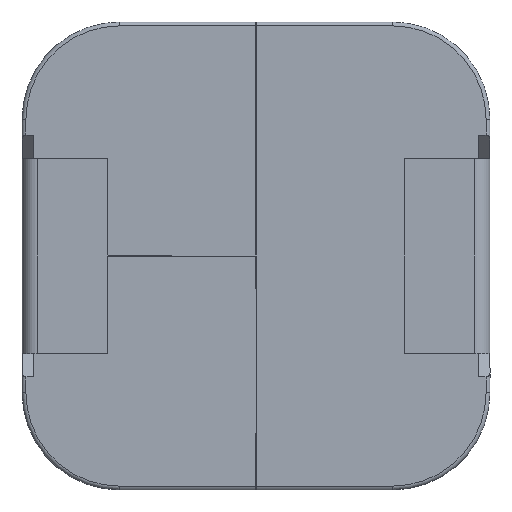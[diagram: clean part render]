
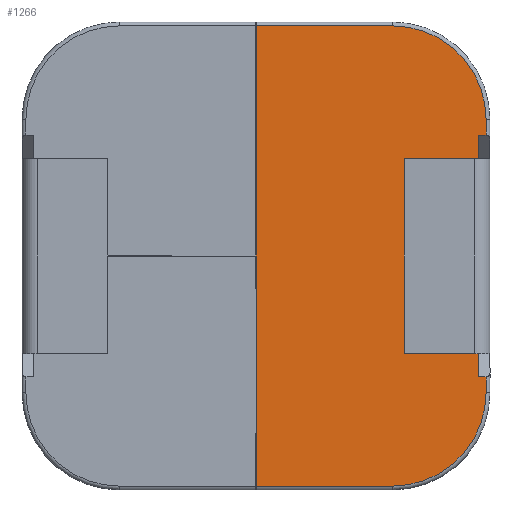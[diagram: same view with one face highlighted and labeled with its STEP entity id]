
A CAD part, front view. The second image highlights one B-rep face of the part: STEP entity #1266.
In plain terms, the highlighted planar face has unit normal (0, -1, 0).
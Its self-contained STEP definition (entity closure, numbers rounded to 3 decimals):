
#116 = DIRECTION ( 'NONE',  ( 0., 0., 1. ) ) ;
#131 = ORIENTED_EDGE ( 'NONE', *, *, #1922, .F. ) ;
#134 = DIRECTION ( 'NONE',  ( 1., 0., 0. ) ) ;
#337 = DIRECTION ( 'NONE',  ( 1., 0., 0. ) ) ;
#538 = CARTESIAN_POINT ( 'NONE',  ( 5.7, 0., -3.1 ) ) ;
#560 = LINE ( 'NONE', #5062, #1144 ) ;
#562 = DIRECTION ( 'NONE',  ( -1., 0., 0. ) ) ;
#669 = CARTESIAN_POINT ( 'NONE',  ( 3.5, 0., 3.5 ) ) ;
#727 = EDGE_CURVE ( 'NONE', #6530, #6665, #1177, .T. ) ;
#730 = LINE ( 'NONE', #538, #3740 ) ;
#809 = AXIS2_PLACEMENT_3D ( 'NONE', #2732, #2657, #134 ) ;
#878 = CARTESIAN_POINT ( 'NONE',  ( 5.7, 0., -2.5 ) ) ;
#911 = FACE_OUTER_BOUND ( 'NONE', #4369, .T. ) ;
#1023 = CARTESIAN_POINT ( 'NONE',  ( 5.6, 0., 2.5 ) ) ;
#1032 = VERTEX_POINT ( 'NONE', #3473 ) ;
#1059 = VECTOR ( 'NONE', #2323, 1000. ) ;
#1144 = VECTOR ( 'NONE', #6142, 1000. ) ;
#1177 = LINE ( 'NONE', #6303, #6141 ) ;
#1193 = DIRECTION ( 'NONE',  ( 0., 0., -1. ) ) ;
#1196 = DIRECTION ( 'NONE',  ( 0., 0., 1. ) ) ;
#1260 = CARTESIAN_POINT ( 'NONE',  ( 0., 0., 5.9 ) ) ;
#1266 = ADVANCED_FACE ( 'NONE', ( #911 ), #1692, .T. ) ;
#1301 = CARTESIAN_POINT ( 'NONE',  ( 0., 0., -6. ) ) ;
#1302 = ORIENTED_EDGE ( 'NONE', *, *, #3579, .T. ) ;
#1376 = ORIENTED_EDGE ( 'NONE', *, *, #2480, .T. ) ;
#1389 = CIRCLE ( 'NONE', #6229, 2.4 ) ;
#1478 = VERTEX_POINT ( 'NONE', #6456 ) ;
#1526 = DIRECTION ( 'NONE',  ( 0., 0., 1. ) ) ;
#1532 = EDGE_CURVE ( 'NONE', #3527, #2531, #3992, .T. ) ;
#1548 = VECTOR ( 'NONE', #5503, 1000. ) ;
#1594 = EDGE_CURVE ( 'NONE', #6263, #4582, #6037, .T. ) ;
#1617 = EDGE_CURVE ( 'NONE', #1032, #2834, #1389, .T. ) ;
#1692 = PLANE ( 'NONE',  #809 ) ;
#1708 = CARTESIAN_POINT ( 'NONE',  ( 5.7, 0., -3.1 ) ) ;
#1743 = ORIENTED_EDGE ( 'NONE', *, *, #1532, .T. ) ;
#1742 = CARTESIAN_POINT ( 'NONE',  ( 0., 0., 5.9 ) ) ;
#1856 = CARTESIAN_POINT ( 'NONE',  ( 5.6, 0., -2.5 ) ) ;
#1899 = CARTESIAN_POINT ( 'NONE',  ( 5.7, 0., 3.1 ) ) ;
#1922 = EDGE_CURVE ( 'NONE', #4582, #2721, #730, .T. ) ;
#2120 = EDGE_CURVE ( 'NONE', #6263, #6530, #5388, .T. ) ;
#2208 = DIRECTION ( 'NONE',  ( 0., 0., 1. ) ) ;
#2276 = EDGE_CURVE ( 'NONE', #3098, #3506, #560, .T. ) ;
#2298 = LINE ( 'NONE', #1023, #4090 ) ;
#2323 = DIRECTION ( 'NONE',  ( -1., 0., 0. ) ) ;
#2347 = DIRECTION ( 'NONE',  ( 0., 0., 1. ) ) ;
#2480 = EDGE_CURVE ( 'NONE', #6241, #3527, #3142, .T. ) ;
#2531 = VERTEX_POINT ( 'NONE', #1742 ) ;
#2536 = CARTESIAN_POINT ( 'NONE',  ( 3.8, 0., 2.5 ) ) ;
#2657 = DIRECTION ( 'NONE',  ( 0., -1., 0. ) ) ;
#2677 = ORIENTED_EDGE ( 'NONE', *, *, #4998, .F. ) ;
#2721 = VERTEX_POINT ( 'NONE', #3307 ) ;
#2732 = CARTESIAN_POINT ( 'NONE',  ( 3.5, 0., -3.5 ) ) ;
#2771 = ORIENTED_EDGE ( 'NONE', *, *, #4189, .F. ) ;
#2834 = VERTEX_POINT ( 'NONE', #6658 ) ;
#2941 = DIRECTION ( 'NONE',  ( 0., 0., -1. ) ) ;
#3010 = ORIENTED_EDGE ( 'NONE', *, *, #2120, .T. ) ;
#3098 = VERTEX_POINT ( 'NONE', #1899 ) ;
#3142 = CIRCLE ( 'NONE', #3640, 2.4 ) ;
#3307 = CARTESIAN_POINT ( 'NONE',  ( 5.9, 0., -3.1 ) ) ;
#3386 = ORIENTED_EDGE ( 'NONE', *, *, #1617, .T. ) ;
#3473 = CARTESIAN_POINT ( 'NONE',  ( 3.5, 0., -5.9 ) ) ;
#3506 = VERTEX_POINT ( 'NONE', #4013 ) ;
#3527 = VERTEX_POINT ( 'NONE', #6618 ) ;
#3579 = EDGE_CURVE ( 'NONE', #2834, #2721, #4109, .T. ) ;
#3640 = AXIS2_PLACEMENT_3D ( 'NONE', #669, #3834, #1196 ) ;
#3740 = VECTOR ( 'NONE', #5201, 1000. ) ;
#3759 = CARTESIAN_POINT ( 'NONE',  ( 5.7, 0., 3.1 ) ) ;
#3834 = DIRECTION ( 'NONE',  ( 0., -1., 0. ) ) ;
#3923 = CARTESIAN_POINT ( 'NONE',  ( 3.8, 0., -2.5 ) ) ;
#3960 = CARTESIAN_POINT ( 'NONE',  ( 5.7, 0., 3.1 ) ) ;
#3992 = LINE ( 'NONE', #1260, #1059 ) ;
#4011 = ORIENTED_EDGE ( 'NONE', *, *, #727, .T. ) ;
#4013 = CARTESIAN_POINT ( 'NONE',  ( 5.9, 0., 3.1 ) ) ;
#4027 = CARTESIAN_POINT ( 'NONE',  ( 3.5, 0., -3.5 ) ) ;
#4090 = VECTOR ( 'NONE', #562, 1000. ) ;
#4109 = LINE ( 'NONE', #4617, #4354 ) ;
#4119 = DIRECTION ( 'NONE',  ( 1., 0., 0. ) ) ;
#4175 = LINE ( 'NONE', #1301, #5092 ) ;
#4189 = EDGE_CURVE ( 'NONE', #1478, #2531, #4175, .T. ) ;
#4354 = VECTOR ( 'NONE', #1526, 1000. ) ;
#4369 = EDGE_LOOP ( 'NONE', ( #3010, #4011, #5785, #2677, #6007, #5464, #1376, #1743, #2771, #6609, #3386, #1302, #131, #5659 ) ) ;
#4415 = LINE ( 'NONE', #5207, #6374 ) ;
#4450 = EDGE_CURVE ( 'NONE', #4817, #6665, #2298, .T. ) ;
#4582 = VERTEX_POINT ( 'NONE', #1708 ) ;
#4617 = CARTESIAN_POINT ( 'NONE',  ( 5.9, 0., 0. ) ) ;
#4736 = VECTOR ( 'NONE', #2208, 1000. ) ;
#4817 = VERTEX_POINT ( 'NONE', #6537 ) ;
#4832 = CARTESIAN_POINT ( 'NONE',  ( 5.9, 0., 3.5 ) ) ;
#4984 = DIRECTION ( 'NONE',  ( 0., -1., 0. ) ) ;
#4998 = EDGE_CURVE ( 'NONE', #3098, #4817, #5342, .T. ) ;
#5043 = EDGE_CURVE ( 'NONE', #3506, #6241, #6598, .T. ) ;
#5062 = CARTESIAN_POINT ( 'NONE',  ( 5.7, 0., 3.1 ) ) ;
#5092 = VECTOR ( 'NONE', #2347, 1000. ) ;
#5201 = DIRECTION ( 'NONE',  ( 1., 0., 0. ) ) ;
#5207 = CARTESIAN_POINT ( 'NONE',  ( 3.5, 0., -5.9 ) ) ;
#5342 = LINE ( 'NONE', #3759, #6563 ) ;
#5388 = LINE ( 'NONE', #1856, #1548 ) ;
#5464 = ORIENTED_EDGE ( 'NONE', *, *, #5043, .T. ) ;
#5503 = DIRECTION ( 'NONE',  ( -1., 0., 0. ) ) ;
#5659 = ORIENTED_EDGE ( 'NONE', *, *, #1594, .F. ) ;
#5714 = VECTOR ( 'NONE', #2941, 1000. ) ;
#5785 = ORIENTED_EDGE ( 'NONE', *, *, #4450, .F. ) ;
#6007 = ORIENTED_EDGE ( 'NONE', *, *, #2276, .T. ) ;
#6037 = LINE ( 'NONE', #3960, #5714 ) ;
#6141 = VECTOR ( 'NONE', #116, 1000. ) ;
#6142 = DIRECTION ( 'NONE',  ( 1., 0., 0. ) ) ;
#6229 = AXIS2_PLACEMENT_3D ( 'NONE', #4027, #4984, #337 ) ;
#6241 = VERTEX_POINT ( 'NONE', #6600 ) ;
#6263 = VERTEX_POINT ( 'NONE', #878 ) ;
#6303 = CARTESIAN_POINT ( 'NONE',  ( 3.8, 0., -2.5 ) ) ;
#6374 = VECTOR ( 'NONE', #4119, 1000. ) ;
#6456 = CARTESIAN_POINT ( 'NONE',  ( 0., 0., -5.9 ) ) ;
#6530 = VERTEX_POINT ( 'NONE', #3923 ) ;
#6537 = CARTESIAN_POINT ( 'NONE',  ( 5.7, 0., 2.5 ) ) ;
#6563 = VECTOR ( 'NONE', #1193, 1000. ) ;
#6598 = LINE ( 'NONE', #4832, #4736 ) ;
#6600 = CARTESIAN_POINT ( 'NONE',  ( 5.9, 0., 3.5 ) ) ;
#6609 = ORIENTED_EDGE ( 'NONE', *, *, #6629, .T. ) ;
#6618 = CARTESIAN_POINT ( 'NONE',  ( 3.5, 0., 5.9 ) ) ;
#6629 = EDGE_CURVE ( 'NONE', #1478, #1032, #4415, .T. ) ;
#6658 = CARTESIAN_POINT ( 'NONE',  ( 5.9, 0., -3.5 ) ) ;
#6665 = VERTEX_POINT ( 'NONE', #2536 ) ;
